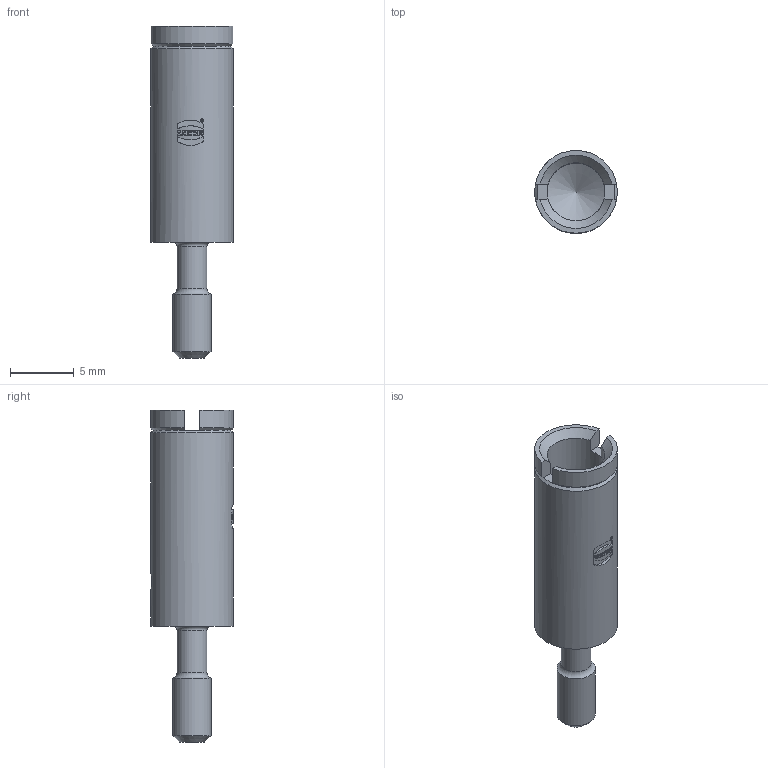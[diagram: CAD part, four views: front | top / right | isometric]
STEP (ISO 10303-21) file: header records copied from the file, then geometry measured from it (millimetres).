
FILE_DESCRIPTION(/* description */ (''),/* implementation_level */ '2;1');
FILE_NAME(/* name */ '100095077ugm000_b.stp',/* time_stamp */ '2019-10-28T14:11:52+01:00',/* author */ (''),/* organization */ (''),/* preprocessor_version */ 'ST-DEVELOPER v16.7',/* originating_system */ 'SIEMENS PLM Software NX 12.0',/* authorisation */ '');
FILE_SCHEMA (('AUTOMOTIVE_DESIGN { 1 0 10303 214 3 1 1 1 }'));
Length unit declared in the file: millimetre
Products named in the file (1): 100095077ugm000_b
Bounding box: 6.5 x 6.5 x 26.1 mm (x, y, z)
Volume: 579.3 mm3; surface area: 1372.3 mm2
Topology: 2 solids, 2 shells, 153 faces, 491 edges, 441 vertices
Faces by surface type: plane 103, cylinder 28, cone 16, torus 4, extrusion 2
Full cylindrical faces by diameter (mm): 0.228 x1, 0.269 x1, 1.5 x1, 1.9 x1, 1.95 x1, 2.35 x1, 2.6 x1, 3 x1, 4.55 x1, 4.95 x1, 6.1 x1, 6.5 x1
Entity records: 6814 total; most frequent: CARTESIAN_POINT 1585, DIRECTION 825, ORIENTED_EDGE 716, EDGE_CURVE 358, VECTOR 289, LINE 287, AXIS2_PLACEMENT_3D 268, VERTEX_POINT 248
